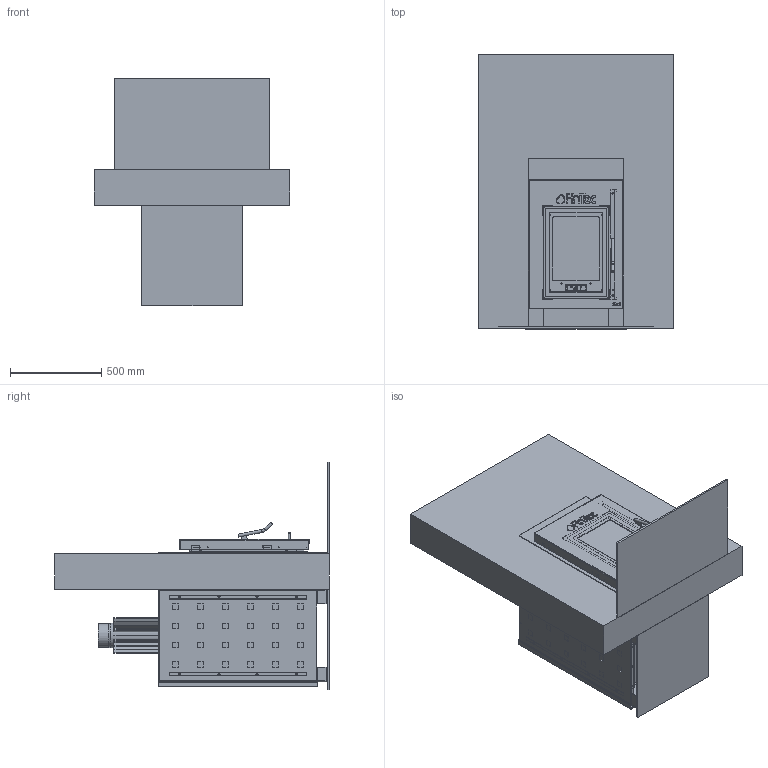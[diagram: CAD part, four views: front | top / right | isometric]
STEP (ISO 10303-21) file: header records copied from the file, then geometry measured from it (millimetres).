
FILE_DESCRIPTION (( 'STEP AP214' ), '1' );
FILE_NAME ('Sk_206 mit Mauer.STEP', '2019-12-18T13:25:02', ( '' ), ( '' ), 'SwSTEP 2.0', 'SolidWorks 2016', '' );
FILE_SCHEMA (( 'AUTOMOTIVE_DESIGN' ));
Length unit declared in the file: millimetre
Products named in the file (1): Sk_206 mit Mauer
Bounding box: 1070 x 1500 x 1245 mm (x, y, z)
Volume: 302255824.3 mm3; surface area: 20936322.6 mm2
Topology: 93 solids, 93 shells, 6342 faces, 17000 edges, 10827 vertices
Faces by surface type: plane 5060, cylinder 1118, bspline 97, cone 57, torus 10
Full cylindrical faces by diameter (mm): 3.3 x12, 4.2 x24, 4.9 x3, 5 x18, 5.5 x3, 5.8 x5, 6 x16, 6.5 x8, 6.6 x12, 7 x1, 8.5 x4, 9 x18, 10 x4, 10.5 x16, 13 x2, 15 x7, 16 x7, 125 x1, 125.8 x1, 129 x1, 129.8 x1, 130 x1, 130.6 x1, 134.6 x1, 140 x1
Entity records: 269613 total; most frequent: CARTESIAN_POINT 39414, ORIENTED_EDGE 33474, DIRECTION 31413, EDGE_CURVE 16737, VECTOR 13919, LINE 13919, VERTEX_POINT 10775, AXIS2_PLACEMENT_3D 8747
